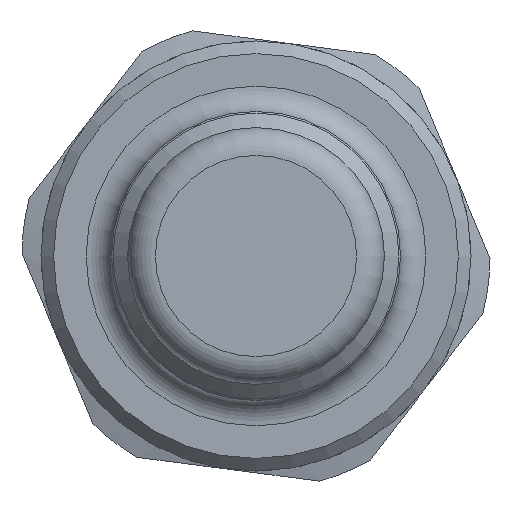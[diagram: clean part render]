
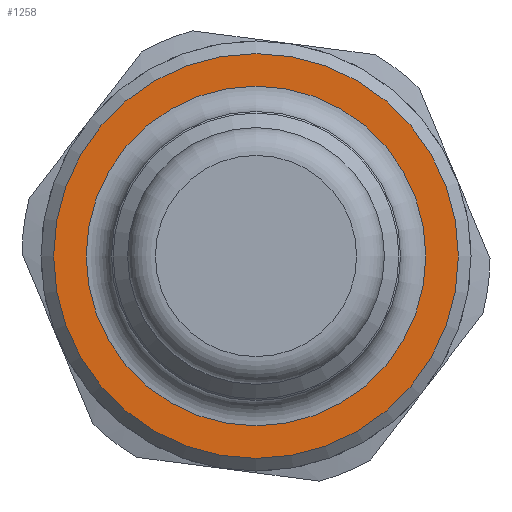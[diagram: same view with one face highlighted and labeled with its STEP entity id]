
A CAD part, left-side view. The second image highlights one B-rep face of the part: STEP entity #1258.
In plain terms, the highlighted planar face has unit normal (-1, 0, 0).
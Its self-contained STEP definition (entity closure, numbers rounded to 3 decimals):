
#1196=CARTESIAN_POINT('',(32.1,16.0,0.));
#1197=VERTEX_POINT('',#1196);
#1198=CARTESIAN_POINT('',(32.1,0.0,0.0));
#1199=DIRECTION('',(1.0,0.0,0.0));
#1200=DIRECTION('',(0.0,-1.0,0.0));
#1201=AXIS2_PLACEMENT_3D('',#1198,#1199,#1200);
#1202=CIRCLE('',#1201,16.0);
#1203=EDGE_CURVE('',#1197,#1197,#1202,.T.);
#1239=CARTESIAN_POINT('',(32.1,14.213,0.0));
#1240=DIRECTION('',(-1.0,0.0,0.0));
#1241=DIRECTION('',(0.0,0.0,1.0));
#1242=AXIS2_PLACEMENT_3D('',#1239,#1240,#1241);
#1243=PLANE('',#1242);
#1244=ORIENTED_EDGE('',*,*,#1203,.F.);
#1245=EDGE_LOOP('',(#1244));
#1246=FACE_OUTER_BOUND('',#1245,.T.);
#1247=CARTESIAN_POINT('',(32.1,13.425,0.));
#1248=VERTEX_POINT('',#1247);
#1249=CARTESIAN_POINT('',(32.1,0.0,0.0));
#1250=DIRECTION('',(-1.0,0.0,0.0));
#1251=DIRECTION('',(0.0,-1.0,0.0));
#1252=AXIS2_PLACEMENT_3D('',#1249,#1250,#1251);
#1253=CIRCLE('',#1252,13.425);
#1254=EDGE_CURVE('',#1248,#1248,#1253,.T.);
#1255=ORIENTED_EDGE('',*,*,#1254,.F.);
#1256=EDGE_LOOP('',(#1255));
#1257=FACE_BOUND('',#1256,.T.);
#1258=ADVANCED_FACE('',(#1246,#1257),#1243,.T.);
